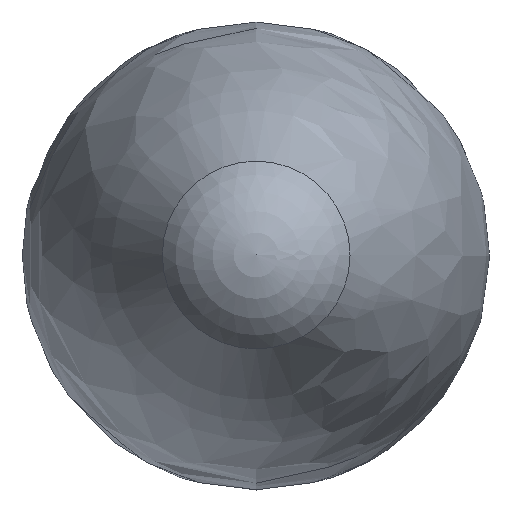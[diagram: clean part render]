
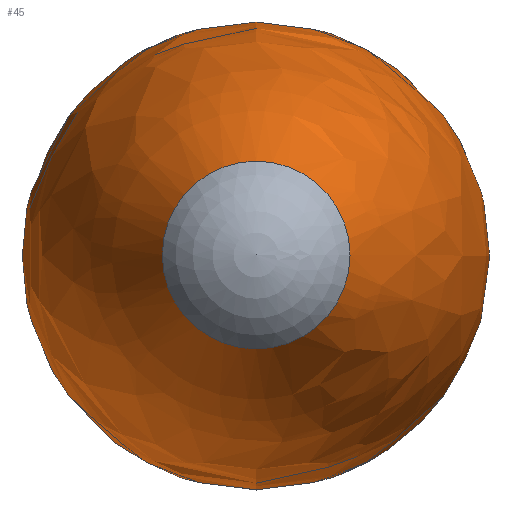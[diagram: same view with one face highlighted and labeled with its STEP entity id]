
A CAD part, top view. The second image highlights one B-rep face of the part: STEP entity #45.
In plain terms, the highlighted free-form (B-spline) face has degree [3, 3] with [4, 7] control points.
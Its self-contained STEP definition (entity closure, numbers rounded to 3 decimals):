
#45 = ADVANCED_FACE( '', ( #92, #93 ), #94, .T. );
#92 = FACE_OUTER_BOUND( '', #134, .T. );
#93 = FACE_OUTER_BOUND( '', #135, .T. );
#94 = ( BOUNDED_SURFACE(  )B_SPLINE_SURFACE( 3, 3, ( ( #138, #139, #140, #141, #142, #143, #144 ), ( #145, #146, #147, #148, #149, #150, #151 ), ( #152, #153, #154, #155, #156, #157, #158 ), ( #159, #160, #161, #162, #163, #164, #165 ) ), .UNSPECIFIED., .F., .T., .F. )B_SPLINE_SURFACE_WITH_KNOTS( ( 4, 4 ), ( 4, 3, 4 ), ( 0., 6.283 ), ( -0.474, 0.032, 0.538 ), .UNSPECIFIED. )GEOMETRIC_REPRESENTATION_ITEM(  )RATIONAL_B_SPLINE_SURFACE( ( ( 1., 0.333, 0.333, 1., 0.333, 0.333, 1. ), ( 0.916, 0.305, 0.305, 0.916, 0.305, 0.305, 0.916 ), ( 0.916, 0.305, 0.305, 0.916, 0.305, 0.305, 0.916 ), ( 1., 0.333, 0.333, 1., 0.333, 0.333, 1. ) ) )REPRESENTATION_ITEM( '' )SURFACE(  ) );
#134 = EDGE_LOOP( '', ( #216 ) );
#135 = EDGE_LOOP( '', ( #217 ) );
#138 = CARTESIAN_POINT( '', ( 6.01, 0., 61.589 ) );
#139 = CARTESIAN_POINT( '', ( 6.01, 12.02, 61.589 ) );
#140 = CARTESIAN_POINT( '', ( -6.01, 12.02, 61.589 ) );
#141 = CARTESIAN_POINT( '', ( -6.01, 0., 61.589 ) );
#142 = CARTESIAN_POINT( '', ( -6.01, -12.02, 61.589 ) );
#143 = CARTESIAN_POINT( '', ( 6.01, -12.02, 61.589 ) );
#144 = CARTESIAN_POINT( '', ( 6.01, 0., 61.589 ) );
#145 = CARTESIAN_POINT( '', ( 17.501, 0., 42.346 ) );
#146 = CARTESIAN_POINT( '', ( 17.501, 35.002, 42.346 ) );
#147 = CARTESIAN_POINT( '', ( -17.501, 35.002, 42.346 ) );
#148 = CARTESIAN_POINT( '', ( -17.501, 0., 42.346 ) );
#149 = CARTESIAN_POINT( '', ( -17.501, -35.002, 42.346 ) );
#150 = CARTESIAN_POINT( '', ( 17.501, -35.002, 42.346 ) );
#151 = CARTESIAN_POINT( '', ( 17.501, 0., 42.346 ) );
#152 = CARTESIAN_POINT( '', ( 18.225, 0., 19.945 ) );
#153 = CARTESIAN_POINT( '', ( 18.225, 36.449, 19.945 ) );
#154 = CARTESIAN_POINT( '', ( -18.225, 36.449, 19.945 ) );
#155 = CARTESIAN_POINT( '', ( -18.225, 0., 19.945 ) );
#156 = CARTESIAN_POINT( '', ( -18.225, -36.449, 19.945 ) );
#157 = CARTESIAN_POINT( '', ( 18.225, -36.449, 19.945 ) );
#158 = CARTESIAN_POINT( '', ( 18.225, 0., 19.945 ) );
#159 = CARTESIAN_POINT( '', ( 8., 0., 0. ) );
#160 = CARTESIAN_POINT( '', ( 8., 16., 0. ) );
#161 = CARTESIAN_POINT( '', ( -8., 16., 0. ) );
#162 = CARTESIAN_POINT( '', ( -8., 0., 0. ) );
#163 = CARTESIAN_POINT( '', ( -8., -16., 0. ) );
#164 = CARTESIAN_POINT( '', ( 8., -16., 0. ) );
#165 = CARTESIAN_POINT( '', ( 8., 0., 0. ) );
#216 = ORIENTED_EDGE( '', *, *, #243, .F. );
#217 = ORIENTED_EDGE( '', *, *, #237, .T. );
#237 = EDGE_CURVE( '', #259, #259, #260, .T. );
#243 = EDGE_CURVE( '', #268, #268, #269, .T. );
#259 = VERTEX_POINT( '', #284 );
#260 = CIRCLE( '', #285, 8. );
#268 = VERTEX_POINT( '', #293 );
#269 = CIRCLE( '', #294, 6.01 );
#284 = CARTESIAN_POINT( '', ( 8., 0., 0. ) );
#285 = AXIS2_PLACEMENT_3D( '', #309, #310, #311 );
#293 = CARTESIAN_POINT( '', ( 6.01, 0., 61.589 ) );
#294 = AXIS2_PLACEMENT_3D( '', #318, #319, #320 );
#309 = CARTESIAN_POINT( '', ( 0., 0., 0. ) );
#310 = DIRECTION( '', ( 0., 0., 1. ) );
#311 = DIRECTION( '', ( 1., 0., 0. ) );
#318 = CARTESIAN_POINT( '', ( 0., 0., 61.589 ) );
#319 = DIRECTION( '', ( 0., 0., 1. ) );
#320 = DIRECTION( '', ( 1., 0., 0. ) );
